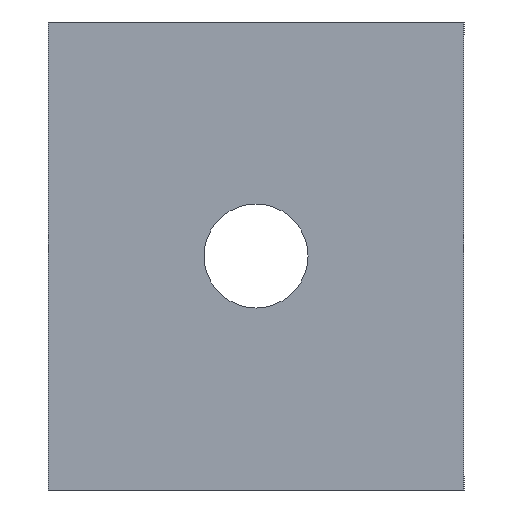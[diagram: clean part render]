
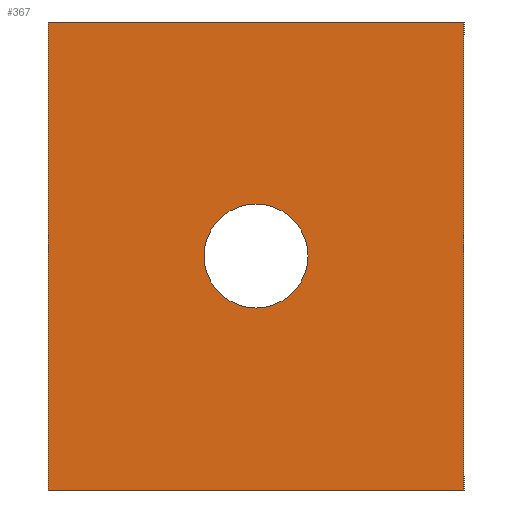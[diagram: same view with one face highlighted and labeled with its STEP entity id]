
A CAD part, front view. The second image highlights one B-rep face of the part: STEP entity #367.
In plain terms, the highlighted planar face has unit normal (0, -1, 0).
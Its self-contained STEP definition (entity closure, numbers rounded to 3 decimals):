
#20 = CIRCLE ( 'NONE', #251, 10. ) ;
#54 = CARTESIAN_POINT ( 'NONE',  ( 0., -56., 35. ) ) ;
#58 = VERTEX_POINT ( 'NONE', #300 ) ;
#59 = DIRECTION ( 'NONE',  ( 0., 0., -1. ) ) ;
#84 = EDGE_LOOP ( 'NONE', ( #193, #533 ) ) ;
#89 = LINE ( 'NONE', #473, #163 ) ;
#105 = DIRECTION ( 'NONE',  ( 0., 0., 1. ) ) ;
#106 = VERTEX_POINT ( 'NONE', #372 ) ;
#107 = CARTESIAN_POINT ( 'NONE',  ( 40., -56., 90. ) ) ;
#114 = VERTEX_POINT ( 'NONE', #54 ) ;
#152 = DIRECTION ( 'NONE',  ( 1., 0., 0. ) ) ;
#161 = EDGE_CURVE ( 'NONE', #106, #589, #89, .T. ) ;
#163 = VECTOR ( 'NONE', #178, 1000. ) ;
#178 = DIRECTION ( 'NONE',  ( 0., 0., -1. ) ) ;
#186 = VERTEX_POINT ( 'NONE', #654 ) ;
#190 = VECTOR ( 'NONE', #152, 1000. ) ;
#193 = ORIENTED_EDGE ( 'NONE', *, *, #514, .F. ) ;
#230 = EDGE_CURVE ( 'NONE', #186, #114, #20, .T. ) ;
#232 = LINE ( 'NONE', #543, #518 ) ;
#235 = EDGE_LOOP ( 'NONE', ( #603, #426, #298, #550 ) ) ;
#251 = AXIS2_PLACEMENT_3D ( 'NONE', #255, #628, #308 ) ;
#255 = CARTESIAN_POINT ( 'NONE',  ( 0., -56., 45. ) ) ;
#271 = CARTESIAN_POINT ( 'NONE',  ( -40., -56., 0. ) ) ;
#298 = ORIENTED_EDGE ( 'NONE', *, *, #693, .F. ) ;
#299 = CARTESIAN_POINT ( 'NONE',  ( 40., -56., 90. ) ) ;
#300 = CARTESIAN_POINT ( 'NONE',  ( -40., -56., 90. ) ) ;
#308 = DIRECTION ( 'NONE',  ( 0., 0., -1. ) ) ;
#325 = VECTOR ( 'NONE', #415, 1000. ) ;
#339 = CARTESIAN_POINT ( 'NONE',  ( 40., -56., 0. ) ) ;
#346 = PLANE ( 'NONE',  #647 ) ;
#367 = ADVANCED_FACE ( 'NONE', ( #460, #392 ), #346, .F. ) ;
#372 = CARTESIAN_POINT ( 'NONE',  ( 40., -56., 90. ) ) ;
#374 = DIRECTION ( 'NONE',  ( 0., -1., 0. ) ) ;
#392 = FACE_OUTER_BOUND ( 'NONE', #235, .T. ) ;
#405 = DIRECTION ( 'NONE',  ( 0., 1., 0. ) ) ;
#415 = DIRECTION ( 'NONE',  ( 0., 0., -1. ) ) ;
#426 = ORIENTED_EDGE ( 'NONE', *, *, #161, .F. ) ;
#452 = LINE ( 'NONE', #699, #325 ) ;
#459 = AXIS2_PLACEMENT_3D ( 'NONE', #713, #374, #59 ) ;
#460 = FACE_BOUND ( 'NONE', #84, .T. ) ;
#473 = CARTESIAN_POINT ( 'NONE',  ( 40., -56., 90. ) ) ;
#477 = LINE ( 'NONE', #107, #190 ) ;
#480 = EDGE_CURVE ( 'NONE', #58, #545, #452, .T. ) ;
#514 = EDGE_CURVE ( 'NONE', #114, #186, #546, .T. ) ;
#518 = VECTOR ( 'NONE', #544, 1000. ) ;
#533 = ORIENTED_EDGE ( 'NONE', *, *, #230, .F. ) ;
#543 = CARTESIAN_POINT ( 'NONE',  ( 40., -56., 0. ) ) ;
#544 = DIRECTION ( 'NONE',  ( 1., 0., 0. ) ) ;
#545 = VERTEX_POINT ( 'NONE', #271 ) ;
#546 = CIRCLE ( 'NONE', #459, 10. ) ;
#550 = ORIENTED_EDGE ( 'NONE', *, *, #480, .T. ) ;
#589 = VERTEX_POINT ( 'NONE', #339 ) ;
#603 = ORIENTED_EDGE ( 'NONE', *, *, #604, .T. ) ;
#604 = EDGE_CURVE ( 'NONE', #545, #589, #232, .T. ) ;
#628 = DIRECTION ( 'NONE',  ( 0., -1., 0. ) ) ;
#647 = AXIS2_PLACEMENT_3D ( 'NONE', #299, #405, #105 ) ;
#654 = CARTESIAN_POINT ( 'NONE',  ( 0., -56., 55. ) ) ;
#693 = EDGE_CURVE ( 'NONE', #58, #106, #477, .T. ) ;
#699 = CARTESIAN_POINT ( 'NONE',  ( -40., -56., 90. ) ) ;
#713 = CARTESIAN_POINT ( 'NONE',  ( 0., -56., 45. ) ) ;
